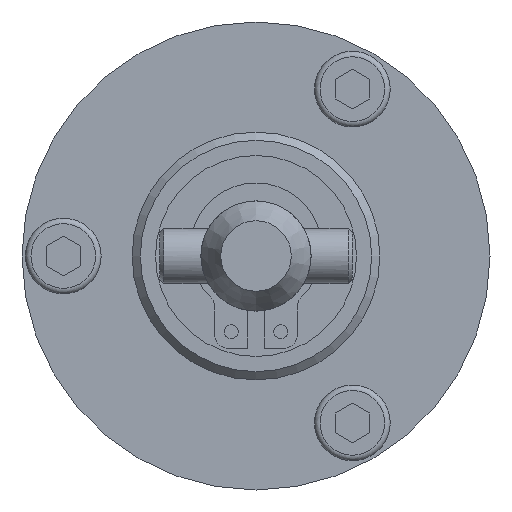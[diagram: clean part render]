
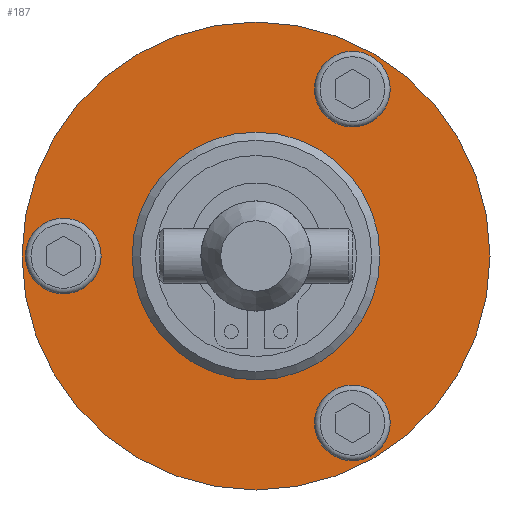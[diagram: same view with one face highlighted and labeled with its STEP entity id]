
A CAD part, front view. The second image highlights one B-rep face of the part: STEP entity #187.
In plain terms, the highlighted planar face has unit normal (0, -1, 0).
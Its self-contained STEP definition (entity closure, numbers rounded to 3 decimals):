
#187 = ADVANCED_FACE( '', ( #451, #452, #453, #454, #455 ), #456, .F. );
#451 = FACE_BOUND( '', #809, .T. );
#452 = FACE_BOUND( '', #810, .T. );
#453 = FACE_BOUND( '', #811, .T. );
#454 = FACE_BOUND( '', #812, .T. );
#455 = FACE_OUTER_BOUND( '', #813, .T. );
#456 = PLANE( '', #814 );
#809 = EDGE_LOOP( '', ( #1268 ) );
#810 = EDGE_LOOP( '', ( #1269 ) );
#811 = EDGE_LOOP( '', ( #1270 ) );
#812 = EDGE_LOOP( '', ( #1271 ) );
#813 = EDGE_LOOP( '', ( #1272 ) );
#814 = AXIS2_PLACEMENT_3D( '', #1273, #1274, #1275 );
#1268 = ORIENTED_EDGE( '', *, *, #1896, .F. );
#1269 = ORIENTED_EDGE( '', *, *, #1897, .T. );
#1270 = ORIENTED_EDGE( '', *, *, #1898, .T. );
#1271 = ORIENTED_EDGE( '', *, *, #1899, .T. );
#1272 = ORIENTED_EDGE( '', *, *, #1900, .T. );
#1273 = CARTESIAN_POINT( '', ( 17., 0., 0. ) );
#1274 = DIRECTION( '', ( 0., 1., 0. ) );
#1275 = DIRECTION( '', ( 0., 0., 1. ) );
#1896 = EDGE_CURVE( '', #2242, #2242, #2243, .T. );
#1897 = EDGE_CURVE( '', #2244, #2244, #2245, .T. );
#1898 = EDGE_CURVE( '', #2246, #2246, #2247, .T. );
#1899 = EDGE_CURVE( '', #2248, #2248, #2249, .T. );
#1900 = EDGE_CURVE( '', #2250, #2250, #2251, .T. );
#2242 = VERTEX_POINT( '', #2714 );
#2243 = CIRCLE( '', #2715, 9. );
#2244 = VERTEX_POINT( '', #2716 );
#2245 = CIRCLE( '', #2717, 1.5 );
#2246 = VERTEX_POINT( '', #2718 );
#2247 = CIRCLE( '', #2719, 1.5 );
#2248 = VERTEX_POINT( '', #2720 );
#2249 = CIRCLE( '', #2721, 1.5 );
#2250 = VERTEX_POINT( '', #2722 );
#2251 = CIRCLE( '', #2723, 17. );
#2714 = CARTESIAN_POINT( '', ( 0., 0., -9. ) );
#2715 = AXIS2_PLACEMENT_3D( '', #3311, #3312, #3313 );
#2716 = CARTESIAN_POINT( '', ( -14., 0., 1.5 ) );
#2717 = AXIS2_PLACEMENT_3D( '', #3314, #3315, #3316 );
#2718 = CARTESIAN_POINT( '', ( 7., 0., -10.624 ) );
#2719 = AXIS2_PLACEMENT_3D( '', #3317, #3318, #3319 );
#2720 = CARTESIAN_POINT( '', ( 7., 0., 13.624 ) );
#2721 = AXIS2_PLACEMENT_3D( '', #3320, #3321, #3322 );
#2722 = CARTESIAN_POINT( '', ( 0., 0., -17. ) );
#2723 = AXIS2_PLACEMENT_3D( '', #3323, #3324, #3325 );
#3311 = CARTESIAN_POINT( '', ( 0., 0., 0. ) );
#3312 = DIRECTION( '', ( 0., -1., 0. ) );
#3313 = DIRECTION( '', ( 0., 0., -1. ) );
#3314 = CARTESIAN_POINT( '', ( -14., 0., 0. ) );
#3315 = DIRECTION( '', ( 0., 1., 0. ) );
#3316 = DIRECTION( '', ( 0., 0., 1. ) );
#3317 = CARTESIAN_POINT( '', ( 7., 0., -12.124 ) );
#3318 = DIRECTION( '', ( 0., 1., 0. ) );
#3319 = DIRECTION( '', ( 0., 0., 1. ) );
#3320 = CARTESIAN_POINT( '', ( 7., 0., 12.124 ) );
#3321 = DIRECTION( '', ( 0., 1., 0. ) );
#3322 = DIRECTION( '', ( 0., 0., 1. ) );
#3323 = CARTESIAN_POINT( '', ( 0., 0., 0. ) );
#3324 = DIRECTION( '', ( 0., -1., 0. ) );
#3325 = DIRECTION( '', ( 0., 0., -1. ) );
